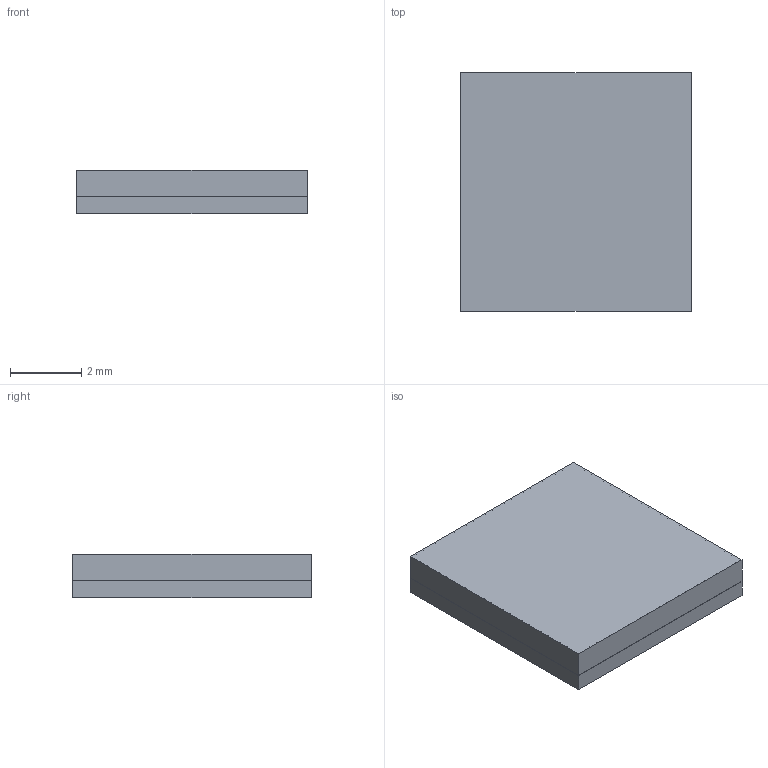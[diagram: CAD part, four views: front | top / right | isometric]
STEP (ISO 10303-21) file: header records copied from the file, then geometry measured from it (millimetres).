
FILE_DESCRIPTION(/* description */ ('Unknown'),/* implementation_level */ '2;1');
FILE_NAME(/* name */ 'AFBR-S4N66P014M',/* time_stamp */ '2024-09-05T13:43:01+02:00',/* author */ ('Unknown'),/* organization */ ('Unknown'),/* preprocessor_version */ 'ST-DEVELOPER v19.4',/* originating_system */ 'Solid Edge',/* authorisation */ 'Unknown');
FILE_SCHEMA (('AUTOMOTIVE_DESIGN {1 0 10303 214 3 1 1}'));
Length unit declared in the file: millimetre
Products named in the file (1): AFBR-S4N66P014M
Bounding box: 6.48 x 6.71 x 1.23 mm (x, y, z)
Volume: 43.8 mm3; surface area: 239.4 mm2
Topology: 2 solids, 2 shells, 102 faces, 231 edges, 146 vertices
Faces by surface type: plane 84, cylinder 14, torus 4
Full cylindrical faces by diameter (mm): 0.104 x6, 0.7 x8
Entity records: 3324 total; most frequent: CARTESIAN_POINT 450, DIRECTION 439, ORIENTED_EDGE 410, EDGE_CURVE 205, LINE 177, VECTOR 177, VERTEX_POINT 142, EDGE_LOOP 141
